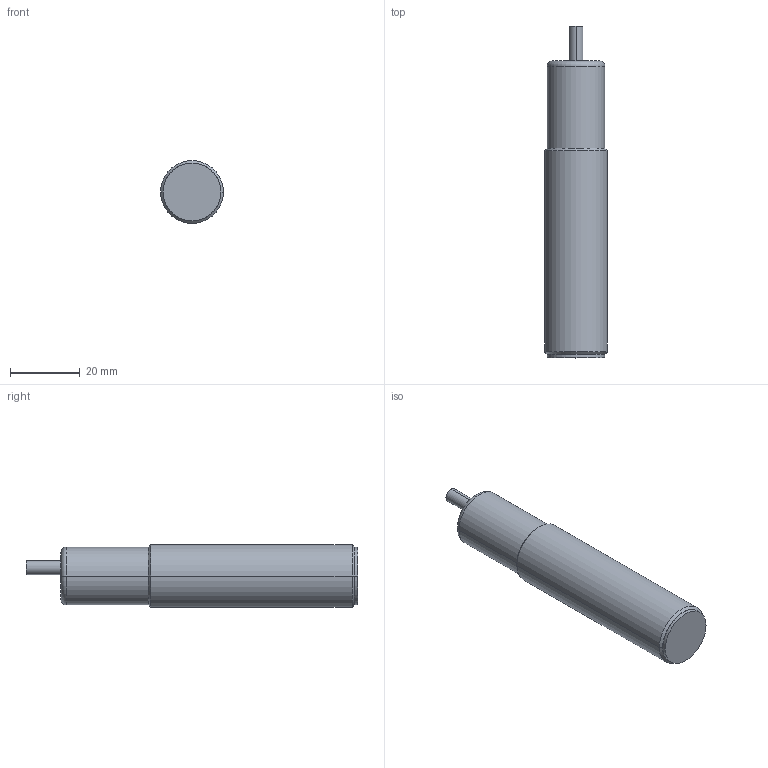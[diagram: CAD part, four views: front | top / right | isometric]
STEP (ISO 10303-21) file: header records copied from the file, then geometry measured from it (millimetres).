
FILE_DESCRIPTION((''),'2;1');
FILE_NAME('DM_CAD-3138','2017-07-14T',('creinig-se'),(''),'PRO/ENGINEER BY PARAMETRIC TECHNOLOGY CORPORATION, 2015440','PRO/ENGINEER BY PARAMETRIC TECHNOLOGY CORPORATION, 2015440','');
FILE_SCHEMA(('CONFIG_CONTROL_DESIGN'));
Length unit declared in the file: millimetre
Products named in the file (1): DM_CAD-3138
Bounding box: 18 x 95 x 18 mm (x, y, z)
Volume: 20646.9 mm3; surface area: 5239.6 mm2
Topology: 1 solids, 1 shells, 22 faces, 97 edges, 88 vertices
Faces by surface type: cylinder 10, plane 6, cone 4, torus 2
Entity records: 1437 total; most frequent: DIRECTION 187, CARTESIAN_POINT 146, PRESENTATION_STYLE_ASSIGNMENT 114, STYLED_ITEM 111, CURVE_STYLE 104, ORIENTED_EDGE 84, COLOUR_RGB 70, AXIS2_PLACEMENT_3D 67
